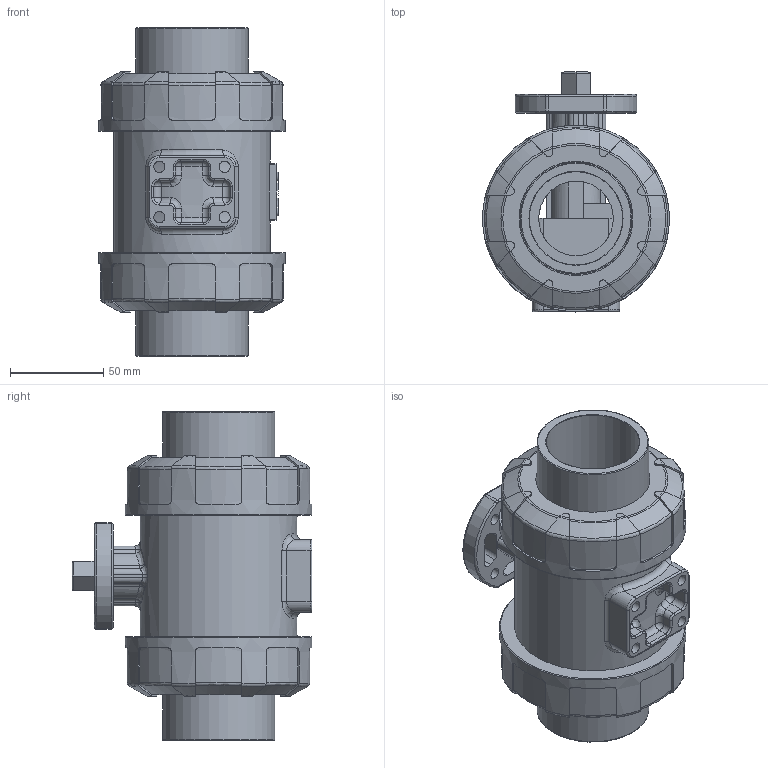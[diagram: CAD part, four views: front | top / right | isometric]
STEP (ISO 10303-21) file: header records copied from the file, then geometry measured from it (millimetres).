
FILE_DESCRIPTION(/* description */ (''),/* implementation_level */ '2;1');
FILE_NAME(/* name */ 'DN40_3D_STEP.stp',/* time_stamp */ '2025-07-15T18:26:27+03:00',/* author */ ('igorr'),/* organization */ (''),/* preprocessor_version */ 'ST-DEVELOPER v20',/* originating_system */ 'Autodesk Inventor 2025',/* authorisation */ '');
FILE_SCHEMA (('AUTOMOTIVE_DESIGN { 1 0 10303 214 3 1 1 }'));
Length unit declared in the file: millimetre
Products named in the file (1): Деталь1
Bounding box: 100 x 128.5 x 176 mm (x, y, z)
Volume: 760008.3 mm3; surface area: 112563.9 mm2
Topology: 1 solids, 1 shells, 649 faces, 1695 edges, 1069 vertices
Faces by surface type: cylinder 220, plane 204, torus 124, bspline 47, cone 34, sphere 20
Full cylindrical faces by diameter (mm): 6 x8, 20 x1, 40 x1, 50 x2, 60 x2, 61.2 x2, 84 x1, 100 x2
Entity records: 22641 total; most frequent: CARTESIAN_POINT 6428, ORIENTED_EDGE 3390, DIRECTION 3130, EDGE_CURVE 1695, AXIS2_PLACEMENT_3D 1202, VERTEX_POINT 1069, LINE 726, VECTOR 726
